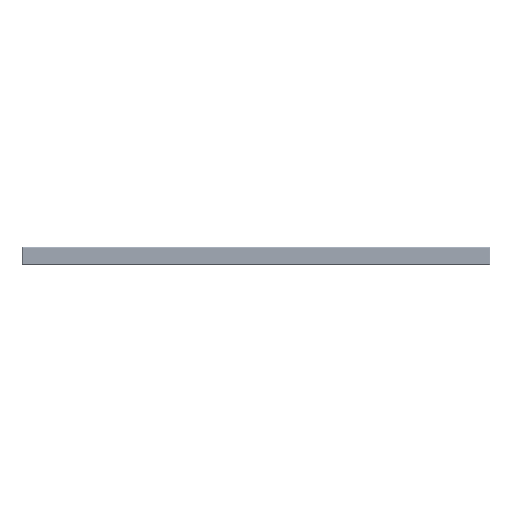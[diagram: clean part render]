
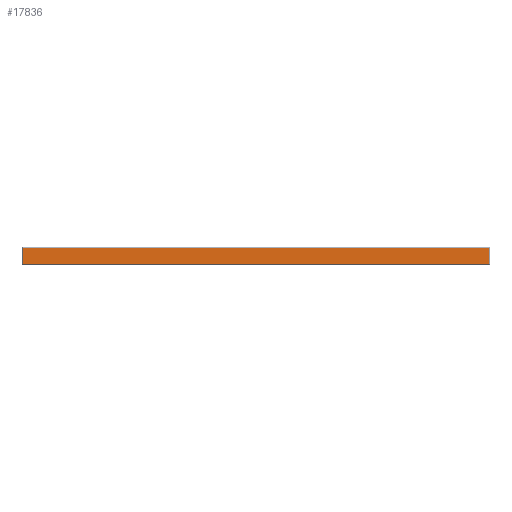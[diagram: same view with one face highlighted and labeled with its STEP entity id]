
A CAD part, front view. The second image highlights one B-rep face of the part: STEP entity #17836.
In plain terms, the highlighted planar face has unit normal (0, -1, 0).
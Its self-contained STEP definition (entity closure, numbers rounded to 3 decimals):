
#11481=FACE_OUTER_BOUND('',#37861,.T.);
#17836=ADVANCED_FACE('',(#11481),#25224,.T.);
#25224=PLANE('',#149124);
#37861=EDGE_LOOP('',(#46940,#46941,#46942,#46943,#46944,#46945,#46946,#46947));
#46940=ORIENTED_EDGE('',*,*,#100356,.T.);
#46941=ORIENTED_EDGE('',*,*,#100357,.F.);
#46942=ORIENTED_EDGE('',*,*,#100358,.T.);
#46943=ORIENTED_EDGE('',*,*,#100359,.T.);
#46944=ORIENTED_EDGE('',*,*,#100360,.T.);
#46945=ORIENTED_EDGE('',*,*,#100361,.F.);
#46946=ORIENTED_EDGE('',*,*,#100362,.T.);
#46947=ORIENTED_EDGE('',*,*,#100363,.T.);
#86788=VERTEX_POINT('',#198085);
#86789=VERTEX_POINT('',#198086);
#86790=VERTEX_POINT('',#198088);
#86791=VERTEX_POINT('',#198090);
#86792=VERTEX_POINT('',#198092);
#86793=VERTEX_POINT('',#198094);
#86794=VERTEX_POINT('',#198096);
#86795=VERTEX_POINT('',#198098);
#100356=EDGE_CURVE('',#86788,#86789,#120193,.T.);
#100357=EDGE_CURVE('',#86790,#86789,#120194,.T.);
#100358=EDGE_CURVE('',#86790,#86791,#120195,.T.);
#100359=EDGE_CURVE('',#86791,#86792,#120196,.T.);
#100360=EDGE_CURVE('',#86792,#86793,#120197,.T.);
#100361=EDGE_CURVE('',#86794,#86793,#120198,.T.);
#100362=EDGE_CURVE('',#86794,#86795,#120199,.T.);
#100363=EDGE_CURVE('',#86795,#86788,#120200,.T.);
#120193=LINE('',#198084,#134701);
#120194=LINE('',#198087,#134702);
#120195=LINE('',#198089,#134703);
#120196=LINE('',#198091,#134704);
#120197=LINE('',#198093,#134705);
#120198=LINE('',#198095,#134706);
#120199=LINE('',#198097,#134707);
#120200=LINE('',#198099,#134708);
#134701=VECTOR('',#160526,1.);
#134702=VECTOR('',#160527,1.);
#134703=VECTOR('',#160528,1.);
#134704=VECTOR('',#160529,1.);
#134705=VECTOR('',#160530,1.);
#134706=VECTOR('',#160531,1.);
#134707=VECTOR('',#160532,1.);
#134708=VECTOR('',#160533,1.);
#149124=AXIS2_PLACEMENT_3D('',#198100,#160534,#160535);
#160526=DIRECTION('',(-1.,0.,0.));
#160527=DIRECTION('',(0.577,0.,0.816));
#160528=DIRECTION('',(0.,0.,-1.));
#160529=DIRECTION('',(0.577,0.,-0.816));
#160530=DIRECTION('',(1.,0.,0.));
#160531=DIRECTION('',(-0.577,0.,-0.816));
#160532=DIRECTION('',(0.,0.,1.));
#160533=DIRECTION('',(-0.577,0.,0.816));
#160534=DIRECTION('',(0.,-1.,0.));
#160535=DIRECTION('',(-1.,0.,0.));
#198084=CARTESIAN_POINT('',(-112.5,-4.5,4.));
#198085=CARTESIAN_POINT('',(111.8,-4.5,4.));
#198086=CARTESIAN_POINT('',(-111.8,-4.5,4.));
#198087=CARTESIAN_POINT('',(-112.082,-4.5,3.601));
#198088=CARTESIAN_POINT('',(-112.,-4.5,3.717));
#198089=CARTESIAN_POINT('',(-112.,-4.5,-4.));
#198090=CARTESIAN_POINT('',(-112.,-4.5,-3.717));
#198091=CARTESIAN_POINT('',(-116.04,-4.5,1.997));
#198092=CARTESIAN_POINT('',(-111.8,-4.5,-4.));
#198093=CARTESIAN_POINT('',(-112.5,-4.5,-4.));
#198094=CARTESIAN_POINT('',(111.8,-4.5,-4.));
#198095=CARTESIAN_POINT('',(112.082,-4.5,-3.601));
#198096=CARTESIAN_POINT('',(112.,-4.5,-3.717));
#198097=CARTESIAN_POINT('',(112.,-4.5,4.5));
#198098=CARTESIAN_POINT('',(112.,-4.5,3.717));
#198099=CARTESIAN_POINT('',(36.798,-4.5,110.069));
#198100=CARTESIAN_POINT('',(-112.5,-4.5,4.5));
